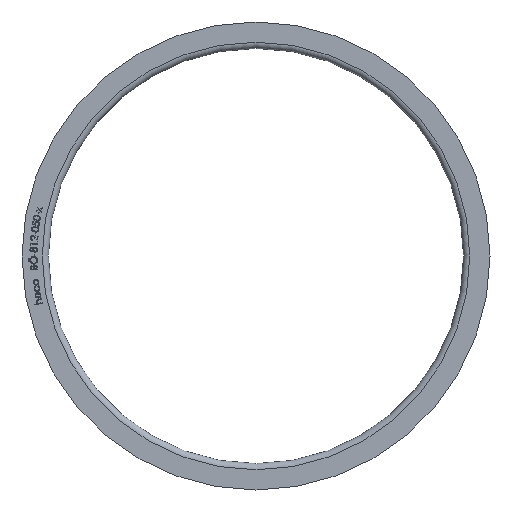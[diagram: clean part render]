
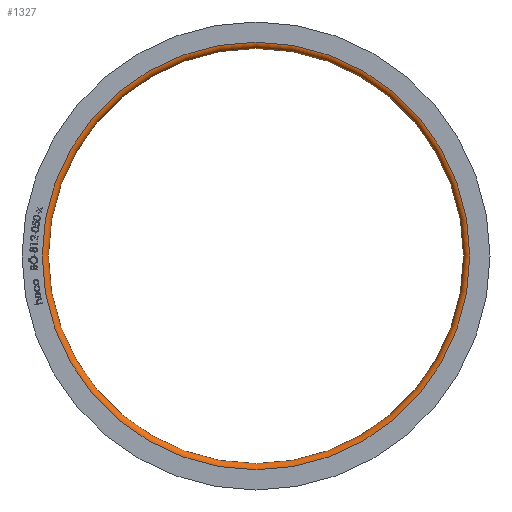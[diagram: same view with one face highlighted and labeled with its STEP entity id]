
A CAD part, left-side view. The second image highlights one B-rep face of the part: STEP entity #1327.
In plain terms, the highlighted toroidal (fillet/blend) face has major radius 413.4 mm and minor radius 12 mm.
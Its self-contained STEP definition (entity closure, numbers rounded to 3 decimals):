
#902 = CARTESIAN_POINT ( 'NONE',  ( 0., 0., 413.4 ) ) ;
#990 = DIRECTION ( 'NONE',  ( -1., 0., 0. ) ) ;
#1327 = ADVANCED_FACE ( 'NONE', ( #12790, #13942 ), #2542, .T. ) ;
#1333 = AXIS2_PLACEMENT_3D ( 'NONE', #12591, #11283, #12740 ) ;
#1885 = CIRCLE ( 'NONE', #1333, 401.4 ) ;
#2436 = ORIENTED_EDGE ( 'NONE', *, *, #8776, .T. ) ;
#2542 = TOROIDAL_SURFACE ( 'NONE', #9024, 413.4, 12. ) ;
#3654 = CIRCLE ( 'NONE', #5635, 413.4 ) ;
#5537 = EDGE_LOOP ( 'NONE', ( #2436 ) ) ;
#5635 = AXIS2_PLACEMENT_3D ( 'NONE', #7417, #13367, #9785 ) ;
#6651 = CARTESIAN_POINT ( 'NONE',  ( 12., 0., 401.4 ) ) ;
#6986 = VERTEX_POINT ( 'NONE', #902 ) ;
#7417 = CARTESIAN_POINT ( 'NONE',  ( 0., 0., 0. ) ) ;
#8108 = DIRECTION ( 'NONE',  ( 0., 0., 1. ) ) ;
#8776 = EDGE_CURVE ( 'NONE', #6986, #6986, #3654, .T. ) ;
#9024 = AXIS2_PLACEMENT_3D ( 'NONE', #9272, #990, #8108 ) ;
#9266 = VERTEX_POINT ( 'NONE', #6651 ) ;
#9272 = CARTESIAN_POINT ( 'NONE',  ( 12., 0., 0. ) ) ;
#9785 = DIRECTION ( 'NONE',  ( 0., 0., 1. ) ) ;
#11283 = DIRECTION ( 'NONE',  ( -1., 0., 0. ) ) ;
#12591 = CARTESIAN_POINT ( 'NONE',  ( 12., 0., 0. ) ) ;
#12740 = DIRECTION ( 'NONE',  ( 0., 0., 1. ) ) ;
#12749 = EDGE_LOOP ( 'NONE', ( #14990 ) ) ;
#12790 = FACE_OUTER_BOUND ( 'NONE', #12749, .T. ) ;
#13367 = DIRECTION ( 'NONE',  ( -1., 0., 0. ) ) ;
#13514 = EDGE_CURVE ( 'NONE', #9266, #9266, #1885, .T. ) ;
#13942 = FACE_OUTER_BOUND ( 'NONE', #5537, .T. ) ;
#14990 = ORIENTED_EDGE ( 'NONE', *, *, #13514, .F. ) ;
